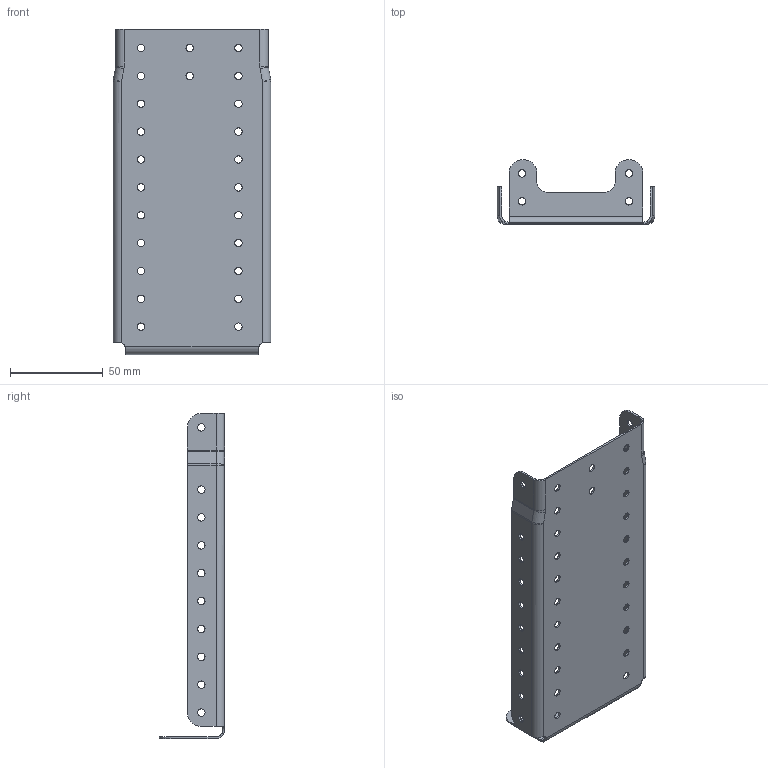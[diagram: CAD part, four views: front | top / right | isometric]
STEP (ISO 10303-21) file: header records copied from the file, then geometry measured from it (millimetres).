
FILE_DESCRIPTION(/* description */ (''),/* implementation_level */ '2;1');
FILE_NAME(/* name */ 'Val21.stp',/* time_stamp */ '2020-12-28T16:49:03-05:00',/* author */ ('Morty'),/* organization */ (''),/* preprocessor_version */ 'ST-DEVELOPER v18.1',/* originating_system */ 'Autodesk Inventor 2021',/* authorisation */ '');
FILE_SCHEMA (('AUTOMOTIVE_DESIGN { 1 0 10303 214 3 1 1 }'));
Length unit declared in the file: millimetre
Products named in the file (1): Val21
Bounding box: 85 x 35 x 175 mm (x, y, z)
Volume: 21452.9 mm3; surface area: 44162.3 mm2
Topology: 1 solids, 1 shells, 114 faces, 316 edges, 204 vertices
Faces by surface type: cylinder 80, plane 26, torus 4, sphere 4
Full cylindrical faces by diameter (mm): 4 x48
Entity records: 3953 total; most frequent: DIRECTION 702, CARTESIAN_POINT 667, ORIENTED_EDGE 632, EDGE_CURVE 316, AXIS2_PLACEMENT_3D 279, EDGE_LOOP 210, VERTEX_POINT 204, CIRCLE 164
